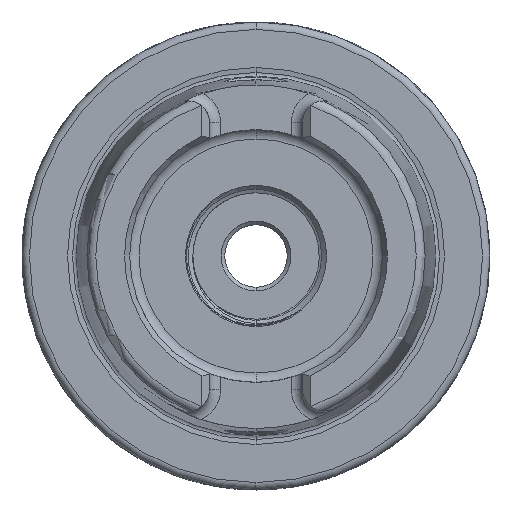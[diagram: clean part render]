
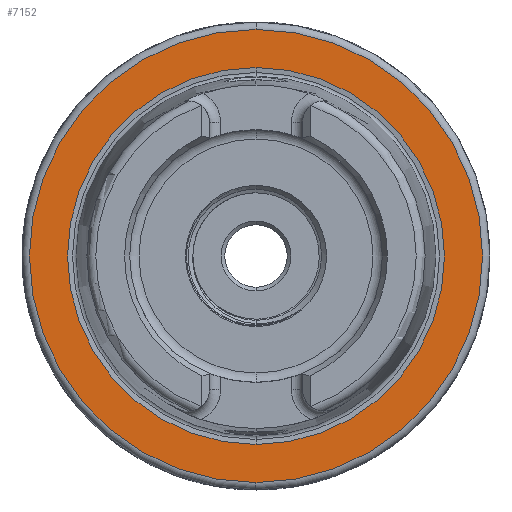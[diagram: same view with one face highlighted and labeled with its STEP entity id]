
A CAD part, left-side view. The second image highlights one B-rep face of the part: STEP entity #7152.
In plain terms, the highlighted planar face has unit normal (-1, 0, 0).
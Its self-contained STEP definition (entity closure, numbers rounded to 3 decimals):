
#422 = CARTESIAN_POINT ( 'NONE',  ( 0., 0., 0. ) ) ;
#423 = DIRECTION ( 'NONE',  ( -1., 0., 0. ) ) ;
#424 = DIRECTION ( 'NONE',  ( 0., 0., 1. ) ) ;
#455 = CARTESIAN_POINT ( 'NONE',  ( 0., 0., 0. ) ) ;
#456 = DIRECTION ( 'NONE',  ( 1., 0., 0. ) ) ;
#457 = DIRECTION ( 'NONE',  ( 0., 0., -1. ) ) ;
#1534 = CARTESIAN_POINT ( 'NONE',  ( 0., 0., 30.5 ) ) ;
#1627 = CARTESIAN_POINT ( 'NONE',  ( 0., 0., -30.5 ) ) ;
#3999 = VERTEX_POINT ( 'NONE', #13767 ) ;
#4028 = VERTEX_POINT ( 'NONE', #13796 ) ;
#5028 = EDGE_LOOP ( 'NONE', ( #16075, #16076 ) ) ;
#5029 = EDGE_LOOP ( 'NONE', ( #16078, #16077 ) ) ;
#7081 = FACE_OUTER_BOUND ( 'NONE', #5028, .T. ) ;
#7082 = FACE_BOUND ( 'NONE', #5029, .T. ) ;
#7085 = AXIS2_PLACEMENT_3D ( 'NONE', #19032, #19033, #19034 ) ;
#7152 = ADVANCED_FACE ( 'NONE', ( #7081, #7082 ), #19031, .T. ) ;
#7759 = AXIS2_PLACEMENT_3D ( 'NONE', #422, #423, #424 ) ;
#7769 = AXIS2_PLACEMENT_3D ( 'NONE', #455, #456, #457 ) ;
#11097 = EDGE_CURVE ( 'NONE', #13682, #14743, #17272, .T. ) ;
#11108 = EDGE_CURVE ( 'NONE', #3999, #4028, #17278, .T. ) ;
#12522 = EDGE_CURVE ( 'NONE', #14743, #13682, #19062, .T. ) ;
#12523 = EDGE_CURVE ( 'NONE', #4028, #3999, #19063, .T. ) ;
#13552 = AXIS2_PLACEMENT_3D ( 'NONE', #18351, #18352, #18353 ) ;
#13553 = AXIS2_PLACEMENT_3D ( 'NONE', #18354, #18355, #18356 ) ;
#13682 = VERTEX_POINT ( 'NONE', #1534 ) ;
#13767 = CARTESIAN_POINT ( 'NONE',  ( 0., 0., 25.369 ) ) ;
#13796 = CARTESIAN_POINT ( 'NONE',  ( 0., 0., -25.369 ) ) ;
#14743 = VERTEX_POINT ( 'NONE', #1627 ) ;
#16075 = ORIENTED_EDGE ( 'NONE', *, *, #11097, .T. ) ;
#16076 = ORIENTED_EDGE ( 'NONE', *, *, #12522, .T. ) ;
#16077 = ORIENTED_EDGE ( 'NONE', *, *, #12523, .T. ) ;
#16078 = ORIENTED_EDGE ( 'NONE', *, *, #11108, .T. ) ;
#17272 = CIRCLE ( 'NONE', #7759, 30.5 ) ;
#17278 = CIRCLE ( 'NONE', #7769, 25.369 ) ;
#18351 = CARTESIAN_POINT ( 'NONE',  ( 0., 0., 0. ) ) ;
#18352 = DIRECTION ( 'NONE',  ( -1., 0., 0. ) ) ;
#18353 = DIRECTION ( 'NONE',  ( 0., 0., 1. ) ) ;
#18354 = CARTESIAN_POINT ( 'NONE',  ( 0., 0., 0. ) ) ;
#18355 = DIRECTION ( 'NONE',  ( 1., 0., 0. ) ) ;
#18356 = DIRECTION ( 'NONE',  ( 0., 0., -1. ) ) ;
#19031 = PLANE ( 'NONE',  #7085 ) ;
#19032 = CARTESIAN_POINT ( 'NONE',  ( 0., 25.369, 0. ) ) ;
#19033 = DIRECTION ( 'NONE',  ( -1., 0., 0. ) ) ;
#19034 = DIRECTION ( 'NONE',  ( 0., 0., 1. ) ) ;
#19062 = CIRCLE ( 'NONE', #13552, 30.5 ) ;
#19063 = CIRCLE ( 'NONE', #13553, 25.369 ) ;
